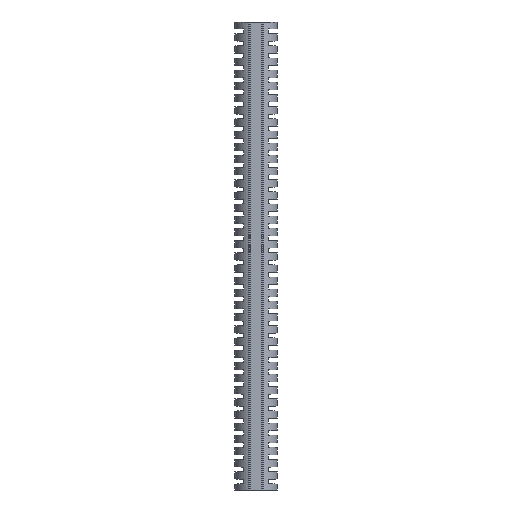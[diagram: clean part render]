
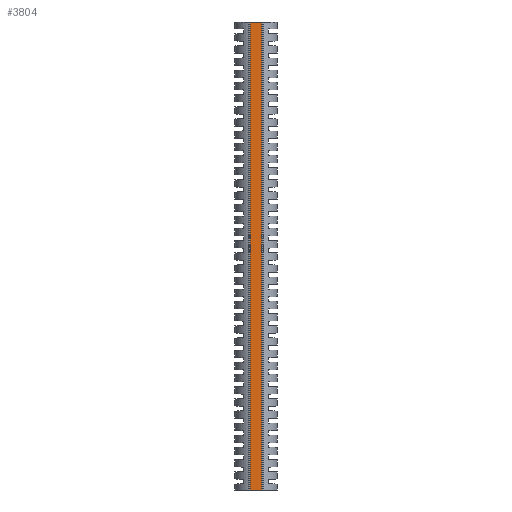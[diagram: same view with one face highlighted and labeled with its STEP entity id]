
A CAD part, front view. The second image highlights one B-rep face of the part: STEP entity #3804.
In plain terms, the highlighted planar face has unit normal (0, -1, 0).
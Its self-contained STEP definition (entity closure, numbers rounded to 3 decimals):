
#1008 = LINE ( 'NONE', #7471, #2388 ) ;
#1472 = LINE ( 'NONE', #5230, #26949 ) ;
#1695 = CARTESIAN_POINT ( 'NONE',  ( -6., -0.4, 500. ) ) ;
#2227 = VECTOR ( 'NONE', #5682, 1000. ) ;
#2388 = VECTOR ( 'NONE', #5185, 1000. ) ;
#3318 = ORIENTED_EDGE ( 'NONE', *, *, #4447, .F. ) ;
#3804 = ADVANCED_FACE ( 'NONE', ( #19441 ), #28217, .F. ) ;
#4271 = CARTESIAN_POINT ( 'NONE',  ( -6., -0.4, 500. ) ) ;
#4447 = EDGE_CURVE ( 'NONE', #25764, #10380, #1008, .T. ) ;
#4742 = VECTOR ( 'NONE', #28399, 1000. ) ;
#4814 = EDGE_LOOP ( 'NONE', ( #8390, #3318, #6090, #26899 ) ) ;
#4815 = CARTESIAN_POINT ( 'NONE',  ( -6., -0.4, 0. ) ) ;
#5185 = DIRECTION ( 'NONE',  ( 0., 0., -1. ) ) ;
#5230 = CARTESIAN_POINT ( 'NONE',  ( -6., -0.4, 500. ) ) ;
#5682 = DIRECTION ( 'NONE',  ( 1., 0., 0. ) ) ;
#5803 = DIRECTION ( 'NONE',  ( 0., 0., 1. ) ) ;
#6090 = ORIENTED_EDGE ( 'NONE', *, *, #14435, .F. ) ;
#7471 = CARTESIAN_POINT ( 'NONE',  ( 6., -0.4, 500. ) ) ;
#7832 = CARTESIAN_POINT ( 'NONE',  ( -6., -0.4, 0. ) ) ;
#8390 = ORIENTED_EDGE ( 'NONE', *, *, #16942, .T. ) ;
#8511 = CARTESIAN_POINT ( 'NONE',  ( -6., -0.4, 500. ) ) ;
#8979 = CARTESIAN_POINT ( 'NONE',  ( 6., -0.4, 500. ) ) ;
#10380 = VERTEX_POINT ( 'NONE', #19638 ) ;
#10944 = AXIS2_PLACEMENT_3D ( 'NONE', #8511, #28365, #5803 ) ;
#13993 = DIRECTION ( 'NONE',  ( 1., 0., 0. ) ) ;
#14435 = EDGE_CURVE ( 'NONE', #16611, #25764, #1472, .T. ) ;
#16611 = VERTEX_POINT ( 'NONE', #1695 ) ;
#16894 = LINE ( 'NONE', #7832, #2227 ) ;
#16942 = EDGE_CURVE ( 'NONE', #18341, #10380, #16894, .T. ) ;
#18341 = VERTEX_POINT ( 'NONE', #4815 ) ;
#19441 = FACE_OUTER_BOUND ( 'NONE', #4814, .T. ) ;
#19638 = CARTESIAN_POINT ( 'NONE',  ( 6., -0.4, 0. ) ) ;
#22074 = LINE ( 'NONE', #4271, #4742 ) ;
#23054 = EDGE_CURVE ( 'NONE', #16611, #18341, #22074, .T. ) ;
#25764 = VERTEX_POINT ( 'NONE', #8979 ) ;
#26899 = ORIENTED_EDGE ( 'NONE', *, *, #23054, .T. ) ;
#26949 = VECTOR ( 'NONE', #13993, 1000. ) ;
#28217 = PLANE ( 'NONE',  #10944 ) ;
#28365 = DIRECTION ( 'NONE',  ( 0., 1., 0. ) ) ;
#28399 = DIRECTION ( 'NONE',  ( 0., 0., -1. ) ) ;
